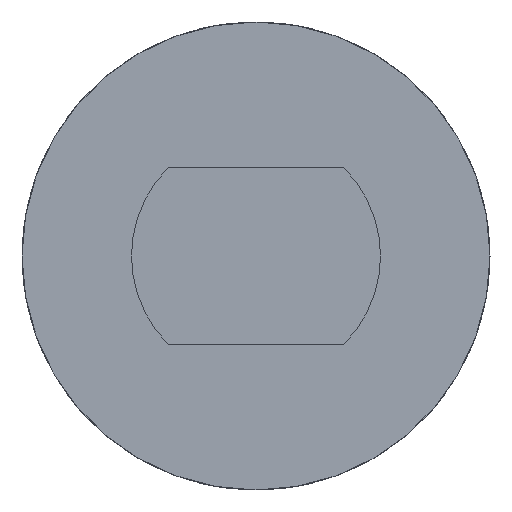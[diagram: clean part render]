
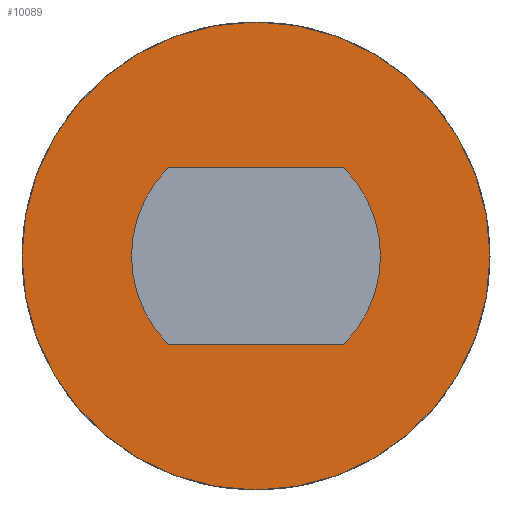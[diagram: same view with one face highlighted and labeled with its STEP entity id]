
A CAD part, front view. The second image highlights one B-rep face of the part: STEP entity #10089.
In plain terms, the highlighted planar face has unit normal (0, -1, 0).
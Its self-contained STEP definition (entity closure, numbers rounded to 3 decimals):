
#15=FACE_BOUND('',#1963,.T.);
#46=PLANE('',#10464);
#422=LINE('',#34437,#482);
#426=LINE('',#34448,#486);
#482=VECTOR('',#11058,10.);
#486=VECTOR('',#11070,10.);
#1352=FACE_OUTER_BOUND('',#1962,.T.);
#1962=EDGE_LOOP('',(#9468));
#1963=EDGE_LOOP('',(#9469,#9470,#9471,#9472));
#2040=CIRCLE('',#10395,9.35);
#2043=CIRCLE('',#10401,4.975);
#2045=CIRCLE('',#10405,4.975);
#4498=VERTEX_POINT('',#34386);
#4507=VERTEX_POINT('',#34427);
#4508=VERTEX_POINT('',#34428);
#4511=VERTEX_POINT('',#34436);
#4513=VERTEX_POINT('',#34442);
#6092=EDGE_CURVE('',#4498,#4498,#2040,.T.);
#6104=EDGE_CURVE('',#4507,#4508,#2043,.T.);
#6108=EDGE_CURVE('',#4511,#4507,#422,.T.);
#6111=EDGE_CURVE('',#4513,#4511,#2045,.T.);
#6114=EDGE_CURVE('',#4508,#4513,#426,.T.);
#9468=ORIENTED_EDGE('',*,*,#6092,.F.);
#9469=ORIENTED_EDGE('',*,*,#6104,.T.);
#9470=ORIENTED_EDGE('',*,*,#6114,.T.);
#9471=ORIENTED_EDGE('',*,*,#6111,.T.);
#9472=ORIENTED_EDGE('',*,*,#6108,.T.);
#10089=ADVANCED_FACE('',(#1352,#15),#46,.F.);
#10395=AXIS2_PLACEMENT_3D('',#34388,#11033,#11034);
#10401=AXIS2_PLACEMENT_3D('',#34429,#11050,#11051);
#10405=AXIS2_PLACEMENT_3D('',#34443,#11063,#11064);
#10464=AXIS2_PLACEMENT_3D('',#34791,#11229,#11230);
#11033=DIRECTION('center_axis',(0.,1.,0.));
#11034=DIRECTION('ref_axis',(-1.,0.,0.));
#11050=DIRECTION('center_axis',(0.,1.,0.));
#11051=DIRECTION('ref_axis',(1.,0.,0.));
#11058=DIRECTION('',(1.,0.,0.));
#11063=DIRECTION('center_axis',(0.,1.,0.));
#11064=DIRECTION('ref_axis',(1.,0.,0.));
#11070=DIRECTION('',(-1.,0.,0.));
#11229=DIRECTION('center_axis',(0.,1.,0.));
#11230=DIRECTION('ref_axis',(0.,0.,1.));
#34386=CARTESIAN_POINT('',(9.35,0.,0.));
#34388=CARTESIAN_POINT('Origin',(0.,0.,0.));
#34427=CARTESIAN_POINT('',(3.5,0.,3.535));
#34428=CARTESIAN_POINT('',(3.5,0.,-3.535));
#34429=CARTESIAN_POINT('Origin',(0.,0.,0.));
#34436=CARTESIAN_POINT('',(-3.5,0.,3.535));
#34437=CARTESIAN_POINT('',(-1.75,0.,3.535));
#34442=CARTESIAN_POINT('',(-3.5,0.,-3.535));
#34443=CARTESIAN_POINT('Origin',(0.,0.,0.));
#34448=CARTESIAN_POINT('',(1.75,0.,-3.535));
#34791=CARTESIAN_POINT('Origin',(0.,0.,0.));
